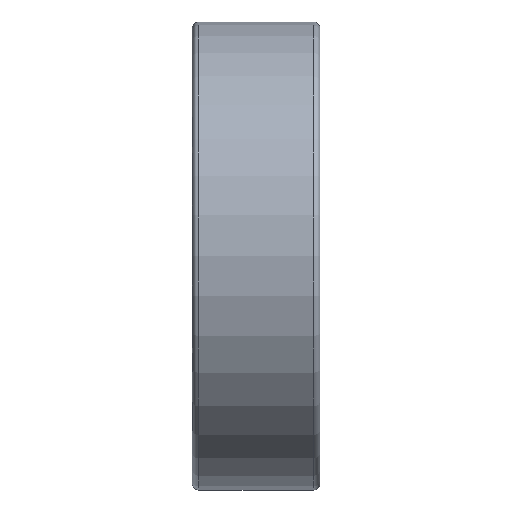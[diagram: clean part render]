
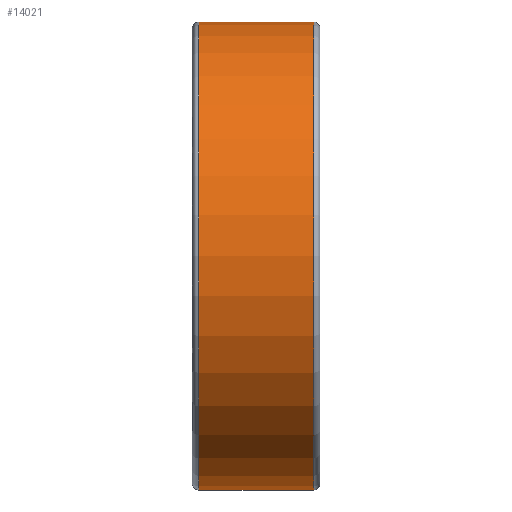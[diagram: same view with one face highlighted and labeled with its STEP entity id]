
A CAD part, top view. The second image highlights one B-rep face of the part: STEP entity #14021.
In plain terms, the highlighted cylindrical face has radius 11 mm (diameter 22 mm), a partial arc.
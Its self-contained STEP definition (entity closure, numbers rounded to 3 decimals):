
#3536=CARTESIAN_POINT('',(-2.7,0.,0.));
#3537=DIRECTION('',(1.,0.,0.));
#3538=DIRECTION('',(0.,1.,0.));
#3539=AXIS2_PLACEMENT_3D('',#3536,#3537,#3538);
#3544=CARTESIAN_POINT('',(2.7,0.,0.));
#3545=DIRECTION('',(1.,0.,0.));
#3546=DIRECTION('',(0.,1.,0.));
#3547=AXIS2_PLACEMENT_3D('',#3544,#3545,#3546);
#3560=DIRECTION('',(-1.,0.,0.));
#3561=VECTOR('',#3560,5.4);
#3562=CARTESIAN_POINT('',(2.7,-11.,0.));
#3563=LINE('',#3562,#3561);
#3575=DIRECTION('',(-1.,0.,0.));
#3576=VECTOR('',#3575,5.4);
#3577=CARTESIAN_POINT('',(2.7,11.,0.));
#3578=LINE('',#3577,#3576);
#10837=CARTESIAN_POINT('',(-2.7,11.,0.));
#10838=CARTESIAN_POINT('',(-2.7,-11.,0.));
#10839=VERTEX_POINT('',#10837);
#10840=VERTEX_POINT('',#10838);
#10841=CARTESIAN_POINT('',(2.7,11.,0.));
#10842=CARTESIAN_POINT('',(2.7,-11.,0.));
#10843=VERTEX_POINT('',#10841);
#10844=VERTEX_POINT('',#10842);
#14007=CARTESIAN_POINT('',(-3.3,0.,0.));
#14008=DIRECTION('',(1.,0.,0.));
#14009=DIRECTION('',(0.,-1.,0.));
#14010=AXIS2_PLACEMENT_3D('',#14007,#14008,#14009);
#14011=CYLINDRICAL_SURFACE('',#14010,11.);
#14012=ORIENTED_EDGE('',*,*,#13997,.F.);
#14014=ORIENTED_EDGE('',*,*,#14013,.F.);
#14016=ORIENTED_EDGE('',*,*,#14015,.T.);
#14018=ORIENTED_EDGE('',*,*,#14017,.T.);
#14019=EDGE_LOOP('',(#14012,#14014,#14016,#14018));
#14020=FACE_OUTER_BOUND('',#14019,.F.);
#3540=CIRCLE('',#3539,11.);
#3548=CIRCLE('',#3547,11.);
#13997=EDGE_CURVE('',#10839,#10840,#3540,.T.);
#14013=EDGE_CURVE('',#10843,#10839,#3578,.T.);
#14015=EDGE_CURVE('',#10843,#10844,#3548,.T.);
#14017=EDGE_CURVE('',#10844,#10840,#3563,.T.);
#14021=ADVANCED_FACE('',(#14020),#14011,.T.);
